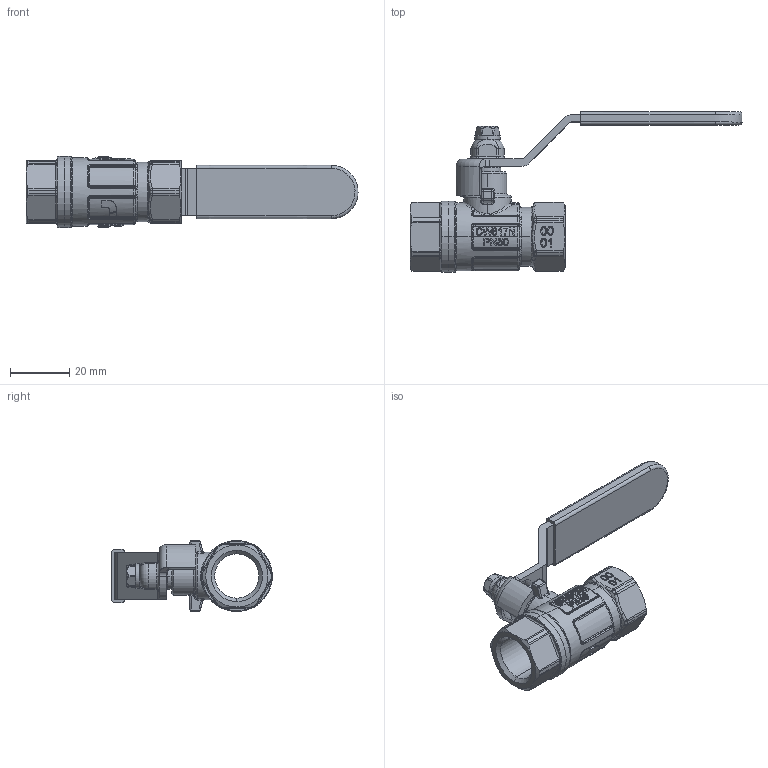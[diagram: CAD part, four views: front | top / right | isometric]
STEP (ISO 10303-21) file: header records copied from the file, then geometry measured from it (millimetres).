
FILE_DESCRIPTION (( 'STEP AP203' ), '1' );
FILE_NAME ('376B038.step', '2019-03-06T10:22:13', ( '' ), ( '' ), 'SwSTEP 2.0', 'SolidWorks 2018', '' );
FILE_SCHEMA (( 'CONFIG_CONTROL_DESIGN' ));
Length unit declared in the file: millimetre
Products named in the file (1): 376B038
Bounding box: 112.19 x 54.3 x 24 mm (x, y, z)
Surface area: 13149.5 mm2 (no closed solid volume)
Topology: 0 solids, 7 shells, 1123 faces, 3291 edges, 2161 vertices
Faces by surface type: plane 427, bspline 355, cylinder 201, torus 94, cone 35, sphere 11
Entity records: 51734 total; most frequent: CARTESIAN_POINT 25027, ORIENTED_EDGE 5970, DIRECTION 4480, EDGE_CURVE 3272, VERTEX_POINT 2161, VECTOR 1616, LINE 1616, AXIS2_PLACEMENT_3D 1432
